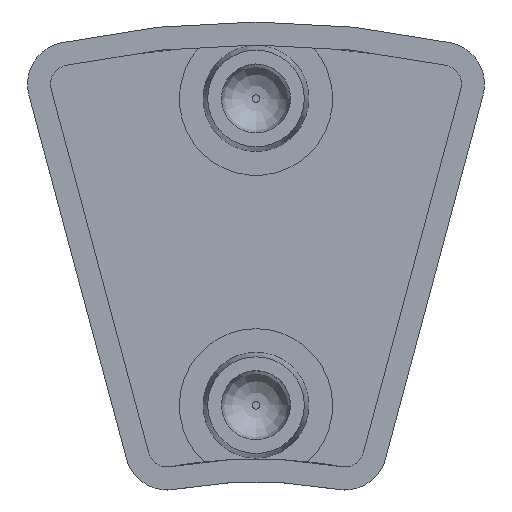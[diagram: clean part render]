
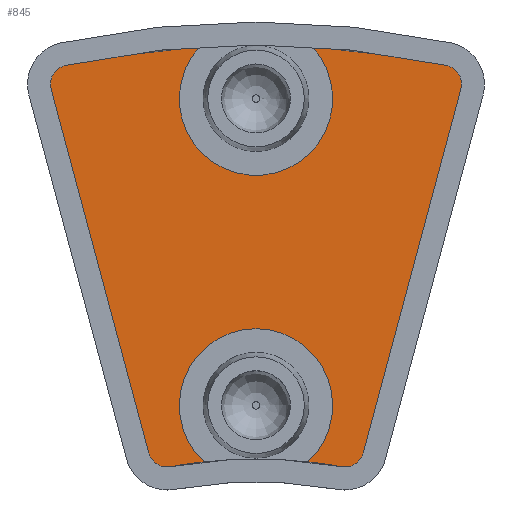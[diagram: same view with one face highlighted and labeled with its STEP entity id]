
A CAD part, top view. The second image highlights one B-rep face of the part: STEP entity #845.
In plain terms, the highlighted planar face has unit normal (0, 0, 1).
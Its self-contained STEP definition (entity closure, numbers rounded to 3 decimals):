
#575=CARTESIAN_POINT('',(5.572,-3.997,-1.0));
#576=VERTEX_POINT('',#575);
#577=CARTESIAN_POINT('',(7.,-3.09,-1.0));
#578=VERTEX_POINT('',#577);
#579=CARTESIAN_POINT('',(5.793,-2.766,-1.0));
#580=DIRECTION('',(0.0,0.0,1.0));
#581=DIRECTION('',(0.536,-0.844,0.0));
#582=AXIS2_PLACEMENT_3D('',#579,#580,#581);
#583=CIRCLE('',#582,1.25);
#584=EDGE_CURVE('',#576,#578,#583,.T.);
#618=CARTESIAN_POINT('',(3.383,-3.682,-1.0));
#619=VERTEX_POINT('',#618);
#620=CARTESIAN_POINT('',(0.0,-35.0,-1.0));
#621=DIRECTION('',(0.0,0.0,-1.0));
#622=DIRECTION('',(-0.213,-0.977,0.0));
#623=AXIS2_PLACEMENT_3D('',#620,#621,#622);
#624=CIRCLE('',#623,31.5);
#625=EDGE_CURVE('',#619,#576,#624,.T.);
#644=CARTESIAN_POINT('',(-3.383,-3.682,-1.0));
#645=VERTEX_POINT('',#644);
#652=CARTESIAN_POINT('',(-5.572,-3.997,-1.0));
#653=VERTEX_POINT('',#652);
#654=CARTESIAN_POINT('',(0.0,-35.0,-1.0));
#655=DIRECTION('',(0.0,0.0,-1.0));
#656=DIRECTION('',(-0.213,-0.977,0.0));
#657=AXIS2_PLACEMENT_3D('',#654,#655,#656);
#658=CIRCLE('',#657,31.5);
#659=EDGE_CURVE('',#653,#645,#658,.T.);
#684=CARTESIAN_POINT('',(-7.,-3.09,-1.0));
#685=VERTEX_POINT('',#684);
#686=CARTESIAN_POINT('',(-5.793,-2.766,-1.0));
#687=DIRECTION('',(0.0,0.0,1.0));
#688=DIRECTION('',(-0.536,-0.844,0.0));
#689=AXIS2_PLACEMENT_3D('',#686,#687,#688);
#690=CIRCLE('',#689,1.25);
#691=EDGE_CURVE('',#685,#653,#690,.T.);
#718=CARTESIAN_POINT('',(-13.354,20.623,-1.0));
#719=VERTEX_POINT('',#718);
#720=CARTESIAN_POINT('',(-13.354,20.623,-1.0));
#721=DIRECTION('',(0.259,-0.966,0.0));
#722=VECTOR('',#721,24.549);
#723=LINE('',#720,#722);
#724=EDGE_CURVE('',#719,#685,#723,.T.);
#748=CARTESIAN_POINT('',(13.354,20.623,-1.0));
#749=VERTEX_POINT('',#748);
#750=CARTESIAN_POINT('',(12.412,22.168,-1.0));
#751=VERTEX_POINT('',#750);
#752=CARTESIAN_POINT('',(12.147,20.947,-1.0));
#753=DIRECTION('',(0.0,0.0,1.0));
#754=DIRECTION('',(0.854,0.521,0.0));
#755=AXIS2_PLACEMENT_3D('',#752,#753,#754);
#756=CIRCLE('',#755,1.25);
#757=EDGE_CURVE('',#749,#751,#756,.T.);
#785=CARTESIAN_POINT('',(0.,11.11,-1.0));
#786=DIRECTION('',(0.0,0.0,1.0));
#787=DIRECTION('',(1.0,0.0,0.0));
#788=AXIS2_PLACEMENT_3D('',#785,#786,#787);
#789=PLANE('',#788);
#790=ORIENTED_EDGE('',*,*,#584,.T.);
#791=CARTESIAN_POINT('',(7.,-3.09,-1.0));
#792=DIRECTION('',(0.259,0.966,0.0));
#793=VECTOR('',#792,24.549);
#794=LINE('',#791,#793);
#795=EDGE_CURVE('',#578,#749,#794,.T.);
#796=ORIENTED_EDGE('',*,*,#795,.T.);
#797=ORIENTED_EDGE('',*,*,#757,.T.);
#798=CARTESIAN_POINT('',(3.681,23.384,-1.0));
#799=VERTEX_POINT('',#798);
#800=CARTESIAN_POINT('',(0.0,-35.0,-1.0));
#801=DIRECTION('',(0.0,0.0,1.0));
#802=DIRECTION('',(0.234,0.972,0.0));
#803=AXIS2_PLACEMENT_3D('',#800,#801,#802);
#804=CIRCLE('',#803,58.5);
#805=EDGE_CURVE('',#751,#799,#804,.T.);
#806=ORIENTED_EDGE('',*,*,#805,.T.);
#807=CARTESIAN_POINT('',(-3.681,23.384,-1.0));
#808=VERTEX_POINT('',#807);
#809=CARTESIAN_POINT('',(0.0,20.0,-1.0));
#810=DIRECTION('',(0.0,0.0,-1.0));
#811=DIRECTION('',(1.0,0.0,0.0));
#812=AXIS2_PLACEMENT_3D('',#809,#810,#811);
#813=CIRCLE('',#812,5.);
#814=EDGE_CURVE('',#799,#808,#813,.T.);
#815=ORIENTED_EDGE('',*,*,#814,.T.);
#816=CARTESIAN_POINT('',(-12.412,22.168,-1.0));
#817=VERTEX_POINT('',#816);
#818=CARTESIAN_POINT('',(0.0,-35.0,-1.0));
#819=DIRECTION('',(0.0,0.0,1.0));
#820=DIRECTION('',(0.234,0.972,0.0));
#821=AXIS2_PLACEMENT_3D('',#818,#819,#820);
#822=CIRCLE('',#821,58.5);
#823=EDGE_CURVE('',#808,#817,#822,.T.);
#824=ORIENTED_EDGE('',*,*,#823,.T.);
#825=CARTESIAN_POINT('',(-12.147,20.947,-1.0));
#826=DIRECTION('',(0.0,0.0,1.0));
#827=DIRECTION('',(-0.854,0.521,0.0));
#828=AXIS2_PLACEMENT_3D('',#825,#826,#827);
#829=CIRCLE('',#828,1.25);
#830=EDGE_CURVE('',#817,#719,#829,.T.);
#831=ORIENTED_EDGE('',*,*,#830,.T.);
#832=ORIENTED_EDGE('',*,*,#724,.T.);
#833=ORIENTED_EDGE('',*,*,#691,.T.);
#834=ORIENTED_EDGE('',*,*,#659,.T.);
#835=CARTESIAN_POINT('',(0.0,0.0,-1.0));
#836=DIRECTION('',(0.0,0.0,-1.0));
#837=DIRECTION('',(1.0,0.0,0.0));
#838=AXIS2_PLACEMENT_3D('',#835,#836,#837);
#839=CIRCLE('',#838,5.);
#840=EDGE_CURVE('',#645,#619,#839,.T.);
#841=ORIENTED_EDGE('',*,*,#840,.T.);
#842=ORIENTED_EDGE('',*,*,#625,.T.);
#843=EDGE_LOOP('',(#790,#796,#797,#806,#815,#824,#831,#832,#833,#834,#841,#842));
#844=FACE_OUTER_BOUND('',#843,.T.);
#845=ADVANCED_FACE('',(#844),#789,.T.);
